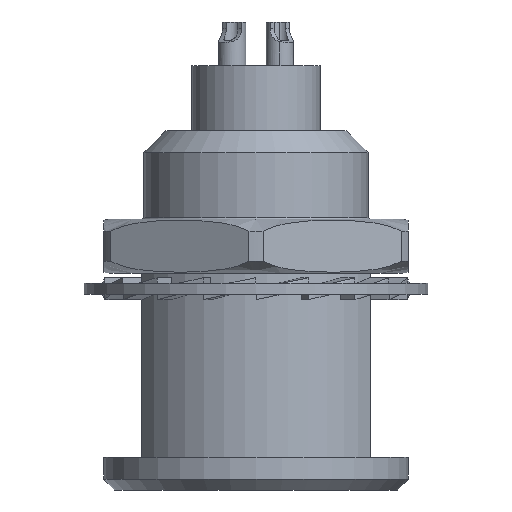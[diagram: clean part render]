
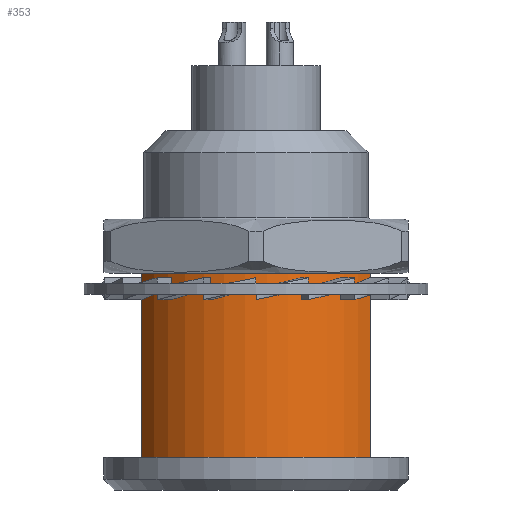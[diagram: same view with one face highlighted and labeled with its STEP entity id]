
A CAD part, front view. The second image highlights one B-rep face of the part: STEP entity #353.
In plain terms, the highlighted cylindrical face has radius 6 mm (diameter 12 mm), a partial arc.
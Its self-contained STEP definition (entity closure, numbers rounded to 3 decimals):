
#353=ADVANCED_FACE('',(#882),#883,.T.);
#882=FACE_OUTER_BOUND('',#1588,.T.);
#883=CYLINDRICAL_SURFACE('',#1589,6.0);
#1588=EDGE_LOOP('',(#3249,#3250,#3251,#3252));
#1589=AXIS2_PLACEMENT_3D('',#3253,#3254,#3255);
#3249=ORIENTED_EDGE('',*,*,#4910,.T.);
#3250=ORIENTED_EDGE('',*,*,#4919,.T.);
#3251=ORIENTED_EDGE('',*,*,#4912,.T.);
#3252=ORIENTED_EDGE('',*,*,#4752,.F.);
#3253=CARTESIAN_POINT('',(0.0,0.0,6.575));
#3254=DIRECTION('',(0.0,0.0,-1.0));
#3255=DIRECTION('',(1.0,0.0,0.0));
#4752=EDGE_CURVE('',#5566,#5568,#5569,.T.);
#4910=EDGE_CURVE('',#5566,#5800,#5802,.T.);
#4912=EDGE_CURVE('',#5804,#5568,#5805,.T.);
#4919=EDGE_CURVE('',#5800,#5804,#5814,.T.);
#5566=VERTEX_POINT('',#6733);
#5568=VERTEX_POINT('',#6744);
#5569=CIRCLE('',#6745,6.0);
#5800=VERTEX_POINT('',#7419);
#5802=LINE('',#7422,#7423);
#5804=VERTEX_POINT('',#7425);
#5805=LINE('',#7426,#7427);
#5814=CIRCLE('',#7447,6.0);
#6733=CARTESIAN_POINT('',(-5.25,-2.905,11.65));
#6744=CARTESIAN_POINT('',(5.25,-2.905,11.65));
#6745=AXIS2_PLACEMENT_3D('',#9542,#9543,#9544);
#7419=CARTESIAN_POINT('',(-5.25,-2.905,1.5));
#7422=CARTESIAN_POINT('',(-5.25,-2.905,11.65));
#7423=VECTOR('',#9716,10.15);
#7425=CARTESIAN_POINT('',(5.25,-2.905,1.5));
#7426=CARTESIAN_POINT('',(5.25,-2.905,1.5));
#7427=VECTOR('',#9717,10.15);
#7447=AXIS2_PLACEMENT_3D('',#9723,#9724,#9725);
#9542=CARTESIAN_POINT('',(0.0,0.0,11.65));
#9543=DIRECTION('',(0.0,0.0,1.0));
#9544=DIRECTION('',(1.0,0.0,0.0));
#9716=DIRECTION('',(0.0,0.0,-1.0));
#9717=DIRECTION('',(0.0,0.0,1.0));
#9723=CARTESIAN_POINT('',(0.0,0.0,1.5));
#9724=DIRECTION('',(0.0,0.0,1.0));
#9725=DIRECTION('',(1.0,0.0,0.0));
